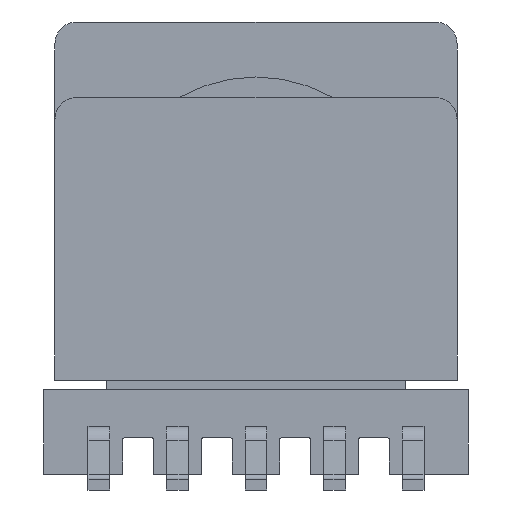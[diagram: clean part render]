
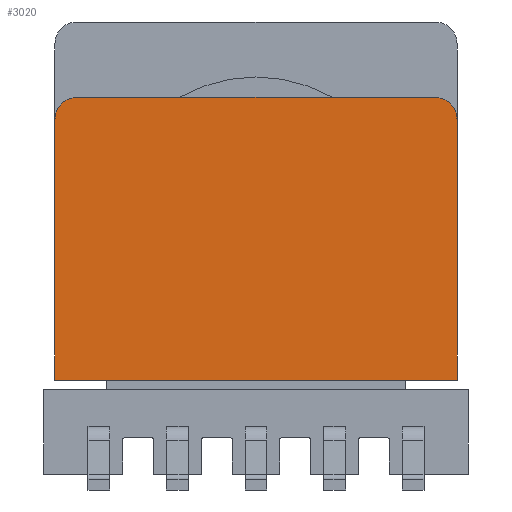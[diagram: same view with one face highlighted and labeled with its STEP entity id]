
A CAD part, front view. The second image highlights one B-rep face of the part: STEP entity #3020.
In plain terms, the highlighted face is planar.
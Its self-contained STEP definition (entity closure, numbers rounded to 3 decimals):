
#3020 = ADVANCED_FACE( '', ( #5560 ), #5561, .T. );
#5560 = FACE_OUTER_BOUND( '', #6631, .T. );
#5561 = PLANE( '', #6632 );
#6631 = EDGE_LOOP( '', ( #8197, #8198, #8199, #8200, #8201, #8202 ) );
#6632 = AXIS2_PLACEMENT_3D( '', #8203, #8204, #8205 );
#8197 = ORIENTED_EDGE( '', *, *, #10176, .T. );
#8198 = ORIENTED_EDGE( '', *, *, #10169, .T. );
#8199 = ORIENTED_EDGE( '', *, *, #10188, .T. );
#8200 = ORIENTED_EDGE( '', *, *, #10189, .T. );
#8201 = ORIENTED_EDGE( '', *, *, #10190, .T. );
#8202 = ORIENTED_EDGE( '', *, *, #10191, .T. );
#8203 = CARTESIAN_POINT( '', ( -5.7, 6.5, 8.3 ) );
#8204 = DIRECTION( '', ( 0., 1., 0. ) );
#8205 = DIRECTION( '', ( 0., 0., 1. ) );
#10169 = EDGE_CURVE( '', #11453, #11451, #11454, .T. );
#10176 = EDGE_CURVE( '', #11466, #11453, #11467, .T. );
#10188 = EDGE_CURVE( '', #11451, #11482, #11484, .T. );
#10189 = EDGE_CURVE( '', #11482, #11485, #11486, .T. );
#10190 = EDGE_CURVE( '', #11485, #11487, #11488, .T. );
#10191 = EDGE_CURVE( '', #11487, #11466, #11489, .T. );
#11451 = VERTEX_POINT( '', #11529 );
#11453 = VERTEX_POINT( '', #11532 );
#11454 = LINE( '', #11533, #11534 );
#11466 = VERTEX_POINT( '', #11587 );
#11467 = LINE( '', #11588, #11589 );
#11482 = VERTEX_POINT( '', #11608 );
#11484 = LINE( '', #11611, #11612 );
#11485 = VERTEX_POINT( '', #11613 );
#11486 = CIRCLE( '', #11614, 0.7 );
#11487 = VERTEX_POINT( '', #11615 );
#11488 = LINE( '', #11616, #11617 );
#11489 = CIRCLE( '', #11618, 0.7 );
#11529 = CARTESIAN_POINT( '', ( -6.4, 6.5, 0. ) );
#11532 = CARTESIAN_POINT( '', ( 6.4, 6.5, 0. ) );
#11533 = CARTESIAN_POINT( '', ( 6.4, 6.5, 0. ) );
#11534 = VECTOR( '', #11649, 1000. );
#11587 = CARTESIAN_POINT( '', ( 6.4, 6.5, 8.3 ) );
#11588 = CARTESIAN_POINT( '', ( 6.4, 6.5, 8.3 ) );
#11589 = VECTOR( '', #11655, 1000. );
#11608 = CARTESIAN_POINT( '', ( -6.4, 6.5, 8.3 ) );
#11611 = CARTESIAN_POINT( '', ( -6.4, 6.5, 0. ) );
#11612 = VECTOR( '', #11679, 1000. );
#11613 = CARTESIAN_POINT( '', ( -5.7, 6.5, 9. ) );
#11614 = AXIS2_PLACEMENT_3D( '', #11680, #11681, #11682 );
#11615 = CARTESIAN_POINT( '', ( 5.7, 6.5, 9. ) );
#11616 = CARTESIAN_POINT( '', ( -5.7, 6.5, 9. ) );
#11617 = VECTOR( '', #11683, 1000. );
#11618 = AXIS2_PLACEMENT_3D( '', #11684, #11685, #11686 );
#11649 = DIRECTION( '', ( -1., 0., 0. ) );
#11655 = DIRECTION( '', ( 0., 0., -1. ) );
#11679 = DIRECTION( '', ( 0., 0., 1. ) );
#11680 = CARTESIAN_POINT( '', ( -5.7, 6.5, 8.3 ) );
#11681 = DIRECTION( '', ( 0., 1., 0. ) );
#11682 = DIRECTION( '', ( 1., 0., 0. ) );
#11683 = DIRECTION( '', ( 1., 0., 0. ) );
#11684 = CARTESIAN_POINT( '', ( 5.7, 6.5, 8.3 ) );
#11685 = DIRECTION( '', ( 0., 1., 0. ) );
#11686 = DIRECTION( '', ( -1., 0., 0. ) );
